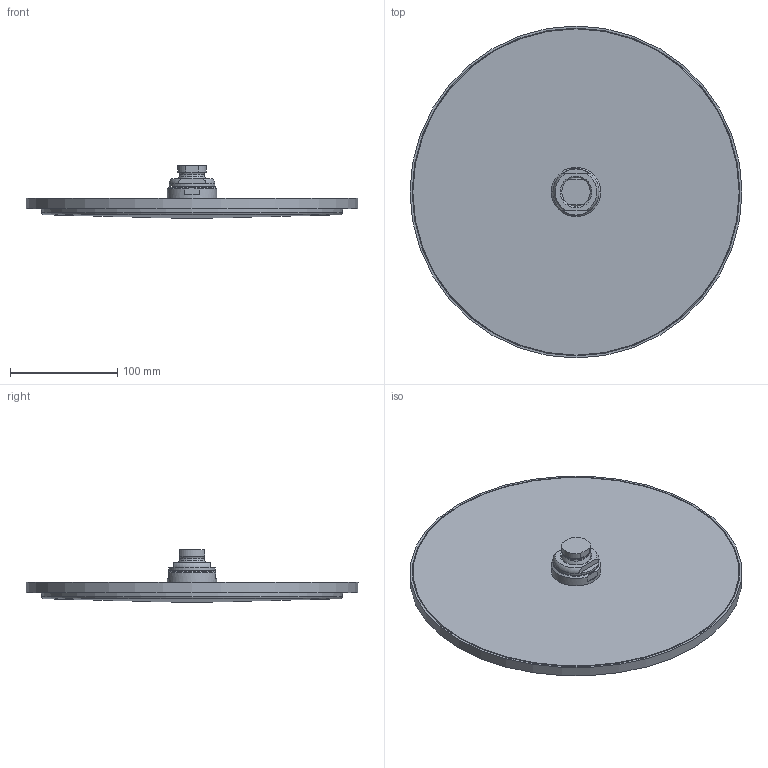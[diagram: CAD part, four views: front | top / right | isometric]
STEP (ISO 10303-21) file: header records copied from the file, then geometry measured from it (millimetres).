
FILE_DESCRIPTION(/* description */ ('Unknown'),/* implementation_level */ '2;1');
FILE_NAME(/* name */ '27477000',/* time_stamp */ '2022-09-08T18:32:09+02:00',/* author */ ('Unknown'),/* organization */ ('GROHE AG'),/* preprocessor_version */ 'ST-DEVELOPER v16.7',/* originating_system */ 'DEX',/* authorisation */ $);
FILE_SCHEMA (('AUTOMOTIVE_DESIGN {1 0 10303 214 3 1 1}'));
Length unit declared in the file: millimetre
Products named in the file (3): 27477000; id11; 100209 Headshower 310mm Bottom
Assembly tree (2 placements, depth 2):
  27477000
    id11
    100209 Headshower 310mm Bottom
Bounding box: 310 x 310 x 48.76 mm (x, y, z)
Volume: 14632.4 mm3; surface area: 195539.4 mm2
Topology: 1 solids, 20 shells, 130 faces, 1752 edges, 1632 vertices
Faces by surface type: torus 56, plane 43, sphere 12, cylinder 10, cone 9
Full cylindrical faces by diameter (mm): 23 x1, 36 x1, 43 x1, 46 x1, 305 x1, 306 x1
Entity records: 16719 total; most frequent: CARTESIAN_POINT 3947, DIRECTION 3324, ORIENTED_EDGE 1852, EDGE_CURVE 1708, AXIS2_PLACEMENT_3D 1615, VERTEX_POINT 1614, CIRCLE 1402, EDGE_LOOP 177
